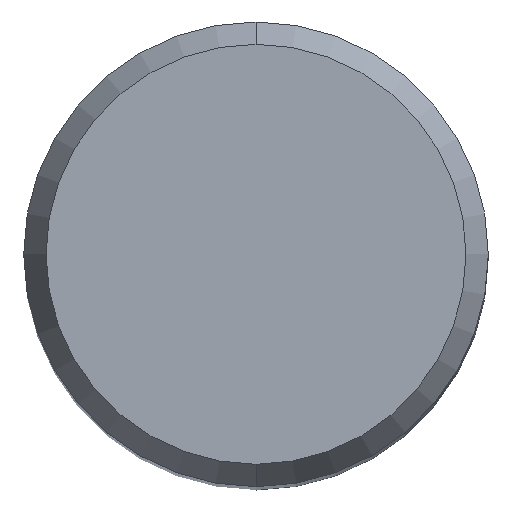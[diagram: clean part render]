
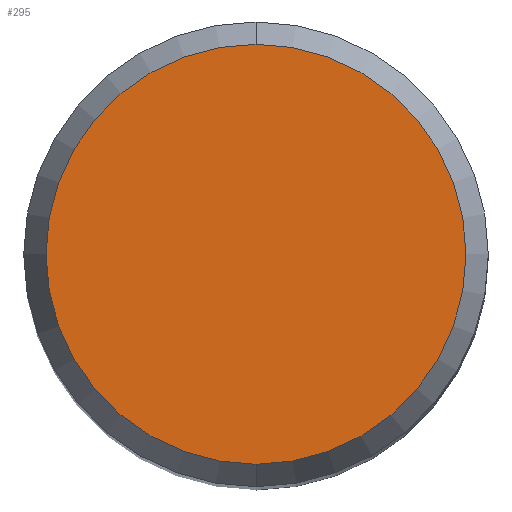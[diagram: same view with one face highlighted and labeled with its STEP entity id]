
A CAD part, top view. The second image highlights one B-rep face of the part: STEP entity #295.
In plain terms, the highlighted planar face has unit normal (0, 0, 1).
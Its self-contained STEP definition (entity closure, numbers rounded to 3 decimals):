
#167=EDGE_CURVE('',#239,#291,#380,.T.);
#235=EDGE_CURVE('',#291,#239,#453,.T.);
#239=VERTEX_POINT('',#459);
#291=VERTEX_POINT('',#516);
#295=ADVANCED_FACE('',(#520),#521,.T.);
#380=CIRCLE('',#613,4.304);
#453=CIRCLE('',#711,4.304);
#459=CARTESIAN_POINT('',(0.,-4.304,0.01));
#516=CARTESIAN_POINT('',(0.0,4.304,0.01));
#520=FACE_OUTER_BOUND('',#793,.T.);
#521=PLANE('',#794);
#613=AXIS2_PLACEMENT_3D('',#884,#885,#886);
#711=AXIS2_PLACEMENT_3D('',#973,#974,#975);
#793=EDGE_LOOP('',(#1049,#1050));
#794=AXIS2_PLACEMENT_3D('',#1051,#1052,#1053);
#884=CARTESIAN_POINT('',(0.0,0.0,0.01));
#885=DIRECTION('',(0.0,0.0,-1.0));
#886=DIRECTION('',(0.0,1.0,0.0));
#973=CARTESIAN_POINT('',(0.0,0.0,0.01));
#974=DIRECTION('',(0.0,0.0,-1.0));
#975=DIRECTION('',(0.0,1.0,0.0));
#1049=ORIENTED_EDGE('',*,*,#235,.F.);
#1050=ORIENTED_EDGE('',*,*,#167,.F.);
#1051=CARTESIAN_POINT('',(0.0,2.152,0.01));
#1052=DIRECTION('',(-0.0,0.0,1.0));
#1053=DIRECTION('',(0.0,-1.0,0.0));
